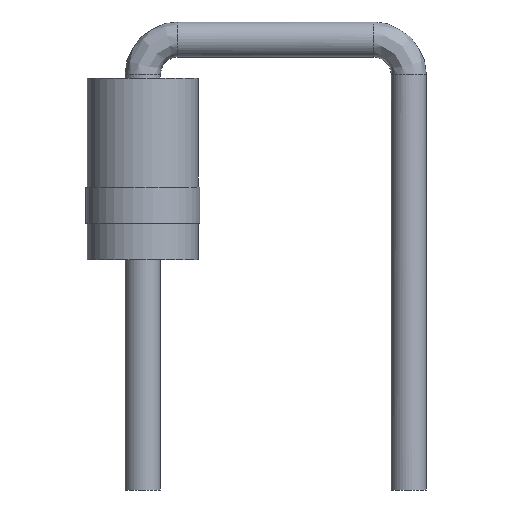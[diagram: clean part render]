
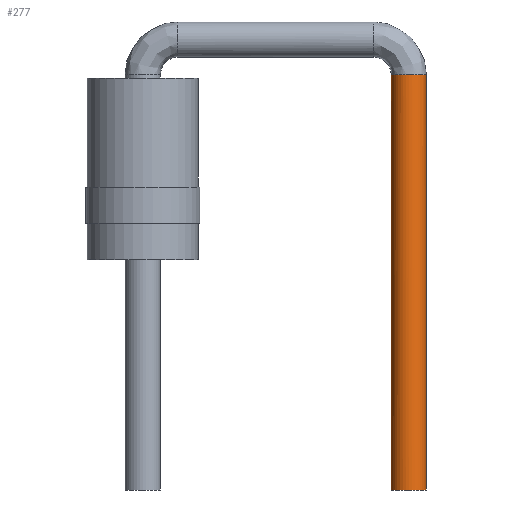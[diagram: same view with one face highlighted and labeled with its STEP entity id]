
A CAD part, front view. The second image highlights one B-rep face of the part: STEP entity #277.
In plain terms, the highlighted cylindrical face has radius 0.253 mm (diameter 0.505 mm), a full revolution.
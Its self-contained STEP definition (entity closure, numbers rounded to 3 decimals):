
#193=DIRECTION('',(0.,0.,-1.));
#215=VERTEX_POINT('',#216);
#216=CARTESIAN_POINT('',(1.653,0.,2.953));
#224=CARTESIAN_POINT('',(1.653,0.,2.953));
#226=EDGE_CURVE('',#215,#215,#227,.T.);
#227=( BOUNDED_CURVE() B_SPLINE_CURVE(6,(#224,#228,#229,#230,#231,#232,#224),.UNSPECIFIED.,.T.,.F.) B_SPLINE_CURVE_WITH_KNOTS((1,6,6,1),(-6.283,0.,6.283,12.566),.UNSPECIFIED.)CURVE() GEOMETRIC_REPRESENTATION_ITEM() RATIONAL_B_SPLINE_CURVE((1.669,1.037,1.038,0.854,1.038,1.037,1.669)) REPRESENTATION_ITEM('') );
#228=CARTESIAN_POINT('',(1.653,0.42,2.953));
#229=CARTESIAN_POINT('',(2.171,0.48,2.953));
#230=CARTESIAN_POINT('',(2.599,0.,2.953));
#231=CARTESIAN_POINT('',(2.171,-0.48,2.953));
#232=CARTESIAN_POINT('',(1.653,-0.42,2.953));
#277=ADVANCED_FACE('',(#278),#294,.T.);
#278=FACE_BOUND('',#279,.T.);
#279=EDGE_LOOP('',(#280,#286,#292,#293));
#280=ORIENTED_EDGE('',*,*,#281,.T.);
#281=EDGE_CURVE('',#215,#282,#284,.T.);
#282=VERTEX_POINT('',#283);
#283=CARTESIAN_POINT('',(1.653,0.,-3.));
#284=LINE('',#216,#285);
#285=VECTOR('',#193,1.);
#286=ORIENTED_EDGE('',*,*,#287,.F.);
#287=EDGE_CURVE('',#282,#282,#288,.T.);
#288=CIRCLE('',#289,0.253);
#289=AXIS2_PLACEMENT_3D('',#290,#193,#291);
#290=CARTESIAN_POINT('',(1.905,0.,-3.));
#291=DIRECTION('',(-1.,0.,0.));
#292=ORIENTED_EDGE('',*,*,#281,.F.);
#293=ORIENTED_EDGE('',*,*,#226,.T.);
#294=CYLINDRICAL_SURFACE('',#295,0.253);
#295=AXIS2_PLACEMENT_3D('',#296,#193,#291);
#296=CARTESIAN_POINT('',(1.905,0.,2.953));
